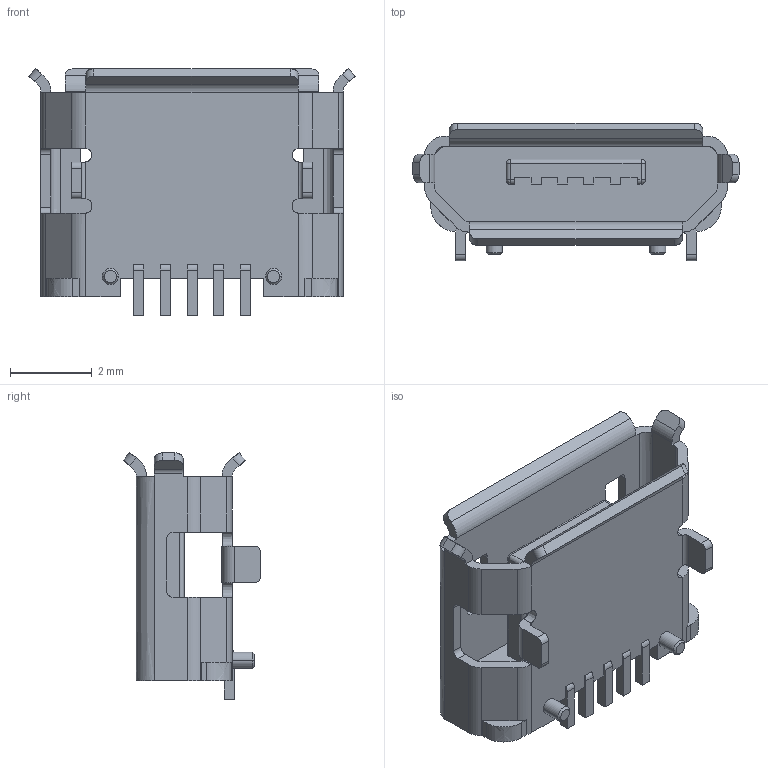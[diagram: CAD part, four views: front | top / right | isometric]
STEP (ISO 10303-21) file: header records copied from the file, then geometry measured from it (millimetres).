
FILE_DESCRIPTION((''),'2;1');
FILE_NAME('U254-05XX-4BH83-S1S','2021-04-28T',('cwg'),(''),'PRO/ENGINEER BY PARAMETRIC TECHNOLOGY CORPORATION, 2010280','PRO/ENGINEER BY PARAMETRIC TECHNOLOGY CORPORATION, 2010280','');
FILE_SCHEMA(('CONFIG_CONTROL_DESIGN'));
Length unit declared in the file: millimetre
Products named in the file (1): U254-05XX-4BH83-S1S
Bounding box: 7.98 x 3.37 x 6.03 mm (x, y, z)
Volume: 36.2 mm3; surface area: 232.8 mm2
Topology: 1 solids, 1 shells, 233 faces, 685 edges, 453 vertices
Faces by surface type: plane 147, cylinder 68, extrusion 10, cone 4, bspline 4
Entity records: 7995 total; most frequent: CARTESIAN_POINT 1768, ORIENTED_EDGE 1370, DIRECTION 1189, EDGE_CURVE 685, VECTOR 505, LINE 495, VERTEX_POINT 453, AXIS2_PLACEMENT_3D 342
